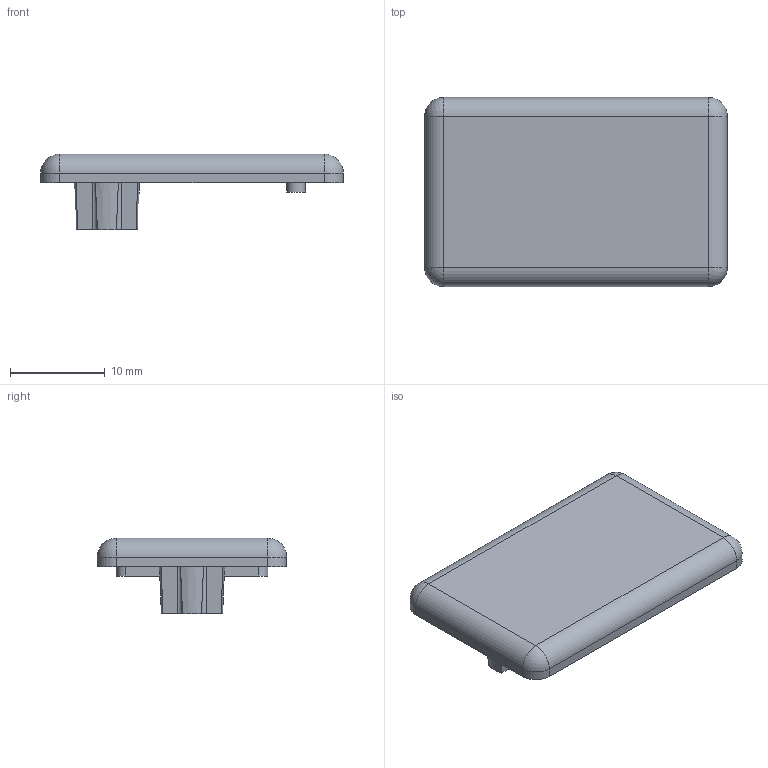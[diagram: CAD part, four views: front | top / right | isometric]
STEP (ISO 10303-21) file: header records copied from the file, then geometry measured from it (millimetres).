
FILE_DESCRIPTION(/* description */ ('TAPPO 20x32 GRIGIO'),/* implementation_level */ '2;1');
FILE_NAME(/* name */ 'DTPTR0000016.stp',/* time_stamp */ '2018-10-29T09:13:53+01:00',/* author */ ('fzagni'),/* organization */ (''),/* preprocessor_version */ 'ST-DEVELOPER v16.1',/* originating_system */ 'Autodesk Inventor 2016',/* authorisation */ '');
FILE_SCHEMA (('AUTOMOTIVE_DESIGN { 1 0 10303 214 3 1 1 }'));
Length unit declared in the file: millimetre
Products named in the file (1): DTPTR0000016
Bounding box: 32 x 20 x 8 mm (x, y, z)
Volume: 1979.3 mm3; surface area: 1640 mm2
Topology: 1 solids, 1 shells, 40 faces, 96 edges, 60 vertices
Faces by surface type: plane 18, cylinder 10, cone 8, sphere 4
Entity records: 1176 total; most frequent: CARTESIAN_POINT 213, DIRECTION 206, ORIENTED_EDGE 192, EDGE_CURVE 96, AXIS2_PLACEMENT_3D 77, VERTEX_POINT 60, LINE 52, VECTOR 52
